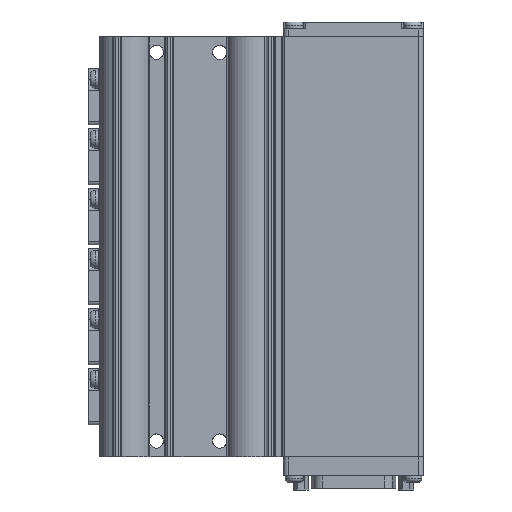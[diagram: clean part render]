
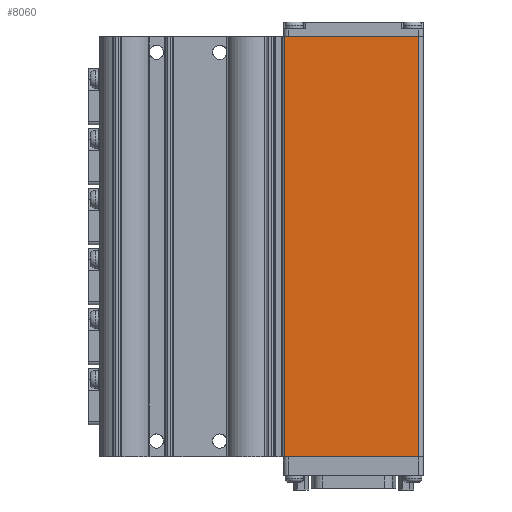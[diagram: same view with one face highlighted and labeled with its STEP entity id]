
A CAD part, front view. The second image highlights one B-rep face of the part: STEP entity #8060.
In plain terms, the highlighted planar face has unit normal (0, -1, 0).
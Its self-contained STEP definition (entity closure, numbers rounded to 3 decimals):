
#80=PLANE('',#8782);
#463=LINE('',#12529,#1145);
#475=LINE('',#12584,#1157);
#512=LINE('',#12771,#1194);
#513=LINE('',#12773,#1195);
#1145=VECTOR('',#9807,1000.);
#1157=VECTOR('',#9853,1000.);
#1194=VECTOR('',#10032,1000.);
#1195=VECTOR('',#10035,1000.);
#2477=ORIENTED_EDGE('',*,*,#4543,.F.);
#2478=ORIENTED_EDGE('',*,*,#4669,.F.);
#2479=ORIENTED_EDGE('',*,*,#4571,.T.);
#2480=ORIENTED_EDGE('',*,*,#4668,.T.);
#4543=EDGE_CURVE('',#5655,#5656,#463,.T.);
#4571=EDGE_CURVE('',#5682,#5681,#475,.T.);
#4668=EDGE_CURVE('',#5681,#5656,#512,.T.);
#4669=EDGE_CURVE('',#5682,#5655,#513,.T.);
#5655=VERTEX_POINT('',#12528);
#5656=VERTEX_POINT('',#12530);
#5681=VERTEX_POINT('',#12583);
#5682=VERTEX_POINT('',#12585);
#6419=EDGE_LOOP('',(#2477,#2478,#2479,#2480));
#7177=FACE_BOUND('',#6419,.T.);
#8060=ADVANCED_FACE('',(#7177),#80,.T.);
#8782=AXIS2_PLACEMENT_3D('',#12772,#10033,#10034);
#9807=DIRECTION('',(1.,0.,0.));
#9853=DIRECTION('',(1.,0.,0.));
#10032=DIRECTION('',(0.,0.,1.));
#10033=DIRECTION('',(0.,-1.,0.));
#10034=DIRECTION('',(0.,0.,-1.));
#10035=DIRECTION('',(0.,0.,1.));
#12528=CARTESIAN_POINT('',(10.5,-9.5,0.));
#12529=CARTESIAN_POINT('',(10.5,-9.5,0.));
#12530=CARTESIAN_POINT('',(53.,-9.5,0.));
#12583=CARTESIAN_POINT('',(53.,-9.5,-133.));
#12584=CARTESIAN_POINT('',(10.5,-9.5,-133.));
#12585=CARTESIAN_POINT('',(10.5,-9.5,-133.));
#12771=CARTESIAN_POINT('',(53.,-9.5,-133.));
#12772=CARTESIAN_POINT('',(10.5,-9.5,-133.));
#12773=CARTESIAN_POINT('',(10.5,-9.5,-133.));
